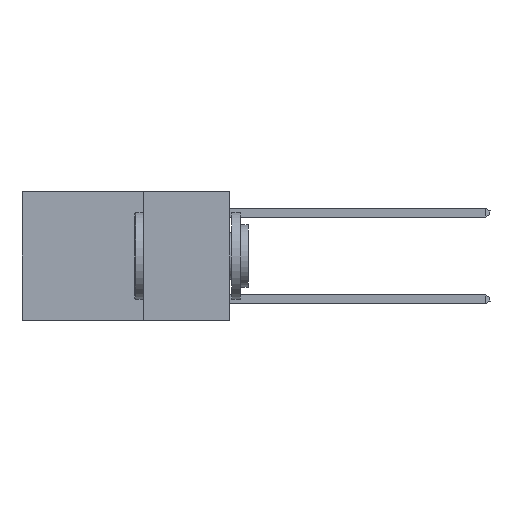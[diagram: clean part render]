
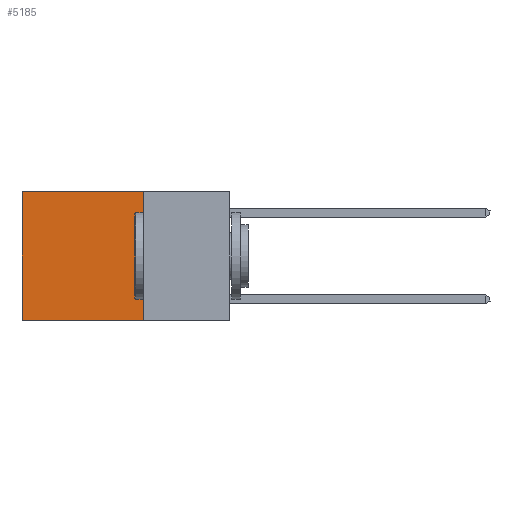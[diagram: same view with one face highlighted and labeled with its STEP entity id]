
A CAD part, left-side view. The second image highlights one B-rep face of the part: STEP entity #5185.
In plain terms, the highlighted planar face has unit normal (-1, 0, 0).
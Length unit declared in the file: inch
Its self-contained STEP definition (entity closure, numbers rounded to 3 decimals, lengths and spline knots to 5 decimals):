
#317 = CARTESIAN_POINT ( 'NONE',  ( 0.2625, 0.25, 0. ) ) ;
#1523 = AXIS2_PLACEMENT_3D ( 'NONE', #12454, #2282, #13556 ) ;
#1693 = VERTEX_POINT ( 'NONE', #9863 ) ;
#2087 = ORIENTED_EDGE ( 'NONE', *, *, #3382, .F. ) ;
#2223 = EDGE_CURVE ( 'NONE', #13748, #5769, #4615, .T. ) ;
#2282 = DIRECTION ( 'NONE',  ( 1., 0., 0. ) ) ;
#3128 = ORIENTED_EDGE ( 'NONE', *, *, #4748, .F. ) ;
#3258 = CARTESIAN_POINT ( 'NONE',  ( 0.2625, 0.6, 0. ) ) ;
#3382 = EDGE_CURVE ( 'NONE', #1693, #5769, #4735, .T. ) ;
#3972 = CARTESIAN_POINT ( 'NONE',  ( 0.2625, 0.25, 0. ) ) ;
#4615 = LINE ( 'NONE', #3258, #10870 ) ;
#4663 = DIRECTION ( 'NONE',  ( 0., 1., 0. ) ) ;
#4735 = LINE ( 'NONE', #12616, #12105 ) ;
#4748 = EDGE_CURVE ( 'NONE', #9348, #1693, #12473, .T. ) ;
#5093 = CARTESIAN_POINT ( 'NONE',  ( 0.2625, 0.6, 0. ) ) ;
#5185 = ADVANCED_FACE ( 'NONE', ( #5833 ), #7903, .F. ) ;
#5769 = VERTEX_POINT ( 'NONE', #7360 ) ;
#5833 = FACE_OUTER_BOUND ( 'NONE', #13044, .T. ) ;
#7113 = DIRECTION ( 'NONE',  ( 0., 0., -1. ) ) ;
#7251 = VECTOR ( 'NONE', #10922, 39.37008 ) ;
#7360 = CARTESIAN_POINT ( 'NONE',  ( 0.2625, 0.6, -0.37 ) ) ;
#7583 = ORIENTED_EDGE ( 'NONE', *, *, #12049, .T. ) ;
#7903 = PLANE ( 'NONE',  #1523 ) ;
#9348 = VERTEX_POINT ( 'NONE', #317 ) ;
#9728 = VECTOR ( 'NONE', #7113, 39.37008 ) ;
#9854 = ORIENTED_EDGE ( 'NONE', *, *, #2223, .T. ) ;
#9863 = CARTESIAN_POINT ( 'NONE',  ( 0.2625, 0.25, -0.37 ) ) ;
#9998 = DIRECTION ( 'NONE',  ( 0., 0., -1. ) ) ;
#10271 = CARTESIAN_POINT ( 'NONE',  ( 0.2625, 0.25, 0. ) ) ;
#10870 = VECTOR ( 'NONE', #9998, 39.37008 ) ;
#10922 = DIRECTION ( 'NONE',  ( 0., 1., 0. ) ) ;
#11940 = LINE ( 'NONE', #3972, #7251 ) ;
#12049 = EDGE_CURVE ( 'NONE', #9348, #13748, #11940, .T. ) ;
#12105 = VECTOR ( 'NONE', #4663, 39.37008 ) ;
#12454 = CARTESIAN_POINT ( 'NONE',  ( 0.2625, 0.25, 0. ) ) ;
#12473 = LINE ( 'NONE', #10271, #9728 ) ;
#12616 = CARTESIAN_POINT ( 'NONE',  ( 0.2625, 0.25, -0.37 ) ) ;
#13044 = EDGE_LOOP ( 'NONE', ( #9854, #2087, #3128, #7583 ) ) ;
#13556 = DIRECTION ( 'NONE',  ( 0., 0., -1. ) ) ;
#13748 = VERTEX_POINT ( 'NONE', #5093 ) ;
